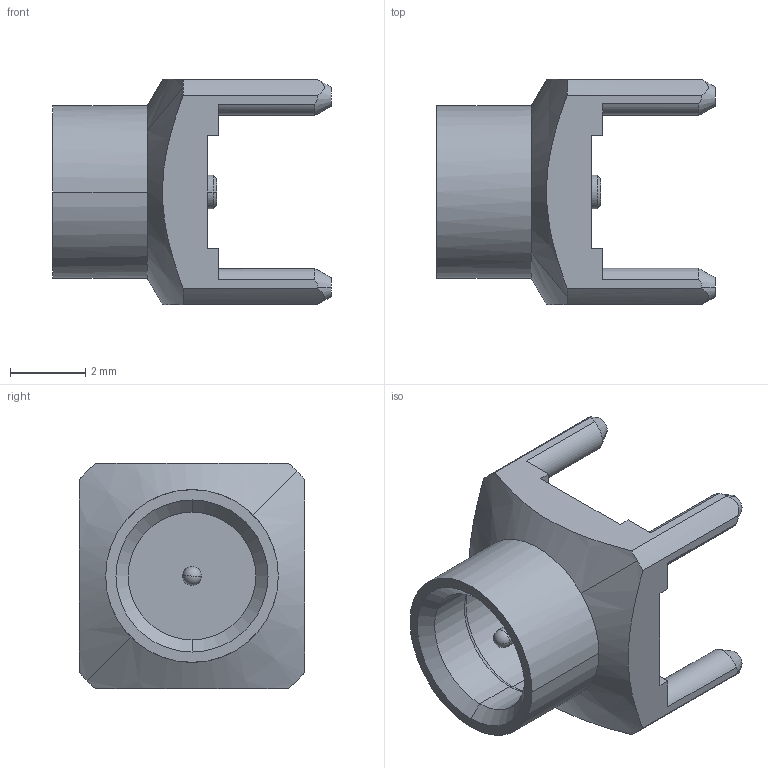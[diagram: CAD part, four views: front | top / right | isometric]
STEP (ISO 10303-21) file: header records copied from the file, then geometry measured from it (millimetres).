
FILE_DESCRIPTION((''),'2;1');
FILE_NAME('920-504J-52P_SW0001','2019-12-05T',('Vijayaragavan'),(''),'CREO PARAMETRIC BY PTC INC, 2018360','CREO PARAMETRIC BY PTC INC, 2018360','');
FILE_SCHEMA(('CONFIG_CONTROL_DESIGN'));
Length unit declared in the file: millimetre
Products named in the file (1): 920-504J-52P_SW0001
Bounding box: 7.42 x 6 x 6 mm (x, y, z)
Volume: 74.3 mm3; surface area: 207.2 mm2
Topology: 1 solids, 1 shells, 67 faces, 176 edges, 113 vertices
Faces by surface type: plane 25, cylinder 22, cone 18, sphere 2
Entity records: 2290 total; most frequent: CARTESIAN_POINT 584, DIRECTION 354, ORIENTED_EDGE 348, EDGE_CURVE 174, AXIS2_PLACEMENT_3D 133, VERTEX_POINT 113, VECTOR 88, LINE 88
